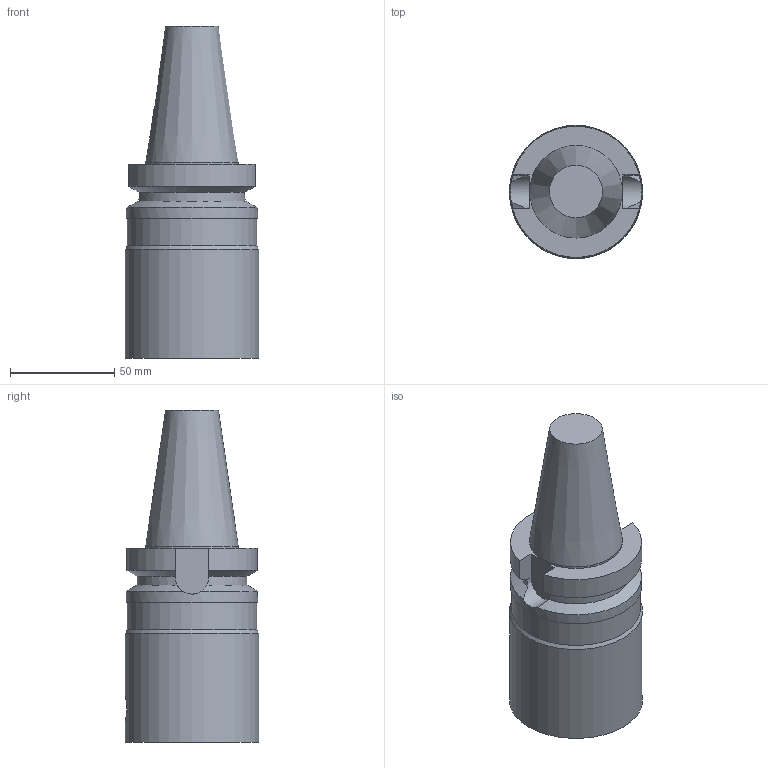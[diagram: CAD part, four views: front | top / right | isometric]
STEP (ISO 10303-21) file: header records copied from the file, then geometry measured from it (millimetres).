
FILE_DESCRIPTION((''),'1');
FILE_NAME('BBT40-CKB6-94.stp','2022-09-09T06:56:40',(''),(''),'Spatial Interop R21 SP3','Kubotek KeyCreator 2011 V10.0.2 (22737)',' ');
FILE_SCHEMA(('automotive_design'));
Length unit declared in the file: millimetre
Products named in the file (1): 240[2]
Bounding box: 64 x 64 x 159.4 mm (x, y, z)
Volume: 305597.5 mm3; surface area: 37219.4 mm2
Topology: 1 solids, 1 shells, 30 faces, 72 edges, 47 vertices
Faces by surface type: cylinder 12, plane 12, cone 6
Full cylindrical faces by diameter (mm): 12.3 x1, 36 x1, 44.45 x1, 62 x1, 63 x1, 64 x1
Entity records: 1715 total; most frequent: CARTESIAN_POINT 383, DIRECTION 130, PRESENTATION_STYLE_ASSIGNMENT 123, COLOUR_RGB 123, ORIENTED_EDGE 122, STYLED_ITEM 92, CURVE_STYLE 92, DRAUGHTING_PRE_DEFINED_CURVE_FONT 92
